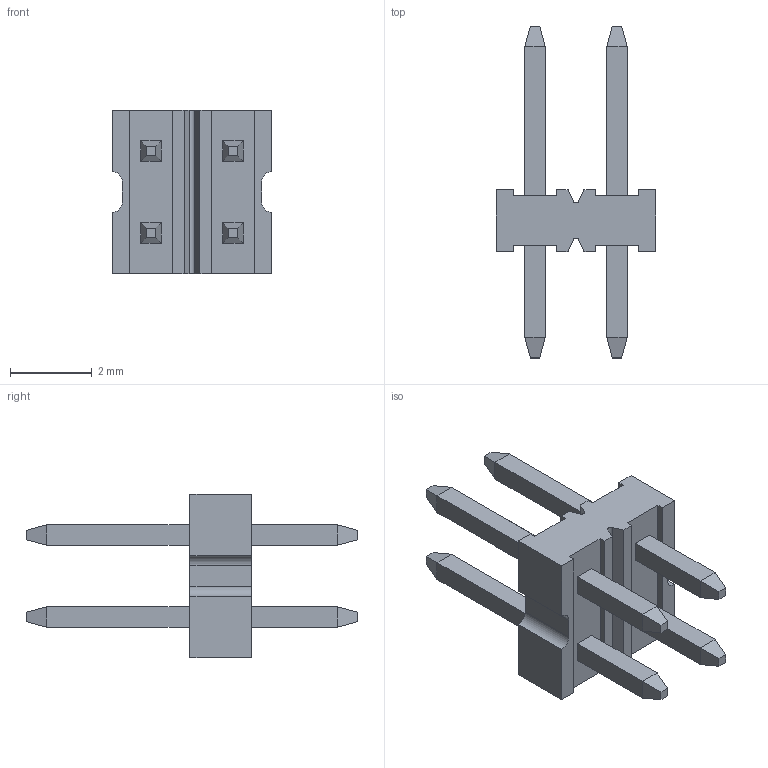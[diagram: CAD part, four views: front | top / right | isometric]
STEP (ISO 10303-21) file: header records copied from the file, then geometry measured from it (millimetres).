
FILE_DESCRIPTION((''),'2;1');
FILE_NAME('877580416','2018-12-12T',('gga'),(''),'PRO/ENGINEER BY PARAMETRIC TECHNOLOGY CORPORATION, 2016010','PRO/ENGINEER BY PARAMETRIC TECHNOLOGY CORPORATION, 2016010','');
FILE_SCHEMA(('CONFIG_CONTROL_DESIGN'));
Length unit declared in the file: millimetre
Products named in the file (1): 877580416
Bounding box: 3.9 x 8.1 x 4 mm (x, y, z)
Volume: 26 mm3; surface area: 112.9 mm2
Topology: 1 solids, 1 shells, 110 faces, 276 edges, 176 vertices
Faces by surface type: plane 104, cylinder 6
Entity records: 3235 total; most frequent: CARTESIAN_POINT 555, ORIENTED_EDGE 536, DIRECTION 518, EDGE_CURVE 268, VECTOR 256, LINE 256, VERTEX_POINT 168, AXIS2_PLACEMENT_3D 131
